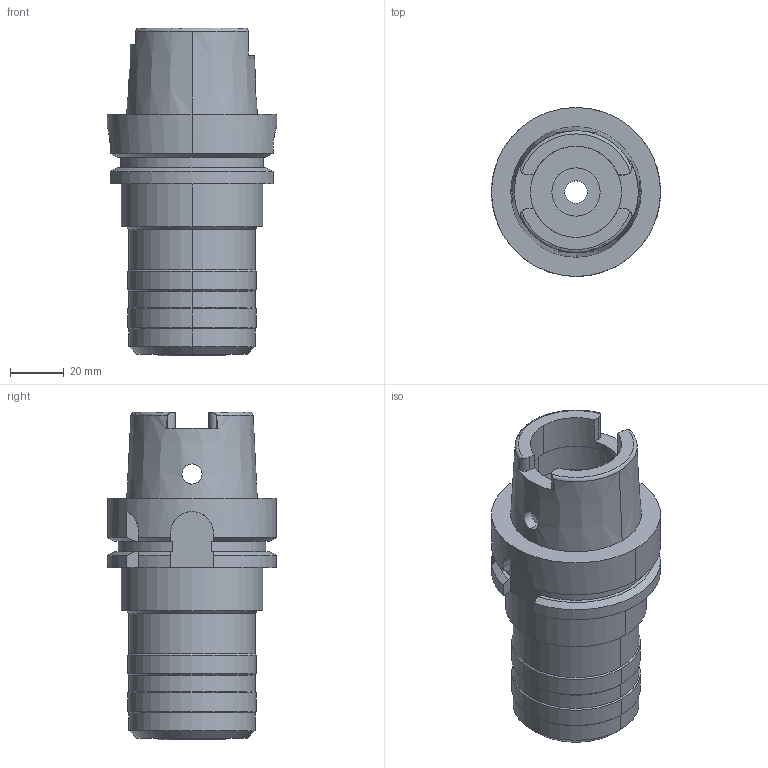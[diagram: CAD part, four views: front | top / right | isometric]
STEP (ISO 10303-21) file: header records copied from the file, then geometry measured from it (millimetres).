
FILE_DESCRIPTION((''),'2;1');
FILE_NAME('HSK-A63-TSL16-90','2018-01-05T',('ykawabe'),(''),'CREO PARAMETRIC BY PTC INC, 2016380','CREO PARAMETRIC BY PTC INC, 2016380','');
FILE_SCHEMA(('AUTOMOTIVE_DESIGN { 1 0 10303 214 1 1 1 1 }'));
Length unit declared in the file: millimetre
Products named in the file (1): HSK-A63-TSL16-90
Bounding box: 63 x 63 x 122 mm (x, y, z)
Volume: 189008.1 mm3; surface area: 34674.8 mm2
Topology: 1 solids, 1 shells, 115 faces, 311 edges, 203 vertices
Faces by surface type: cylinder 47, plane 40, cone 24, torus 4
Entity records: 5069 total; most frequent: CARTESIAN_POINT 939, DIRECTION 644, ORIENTED_EDGE 622, PRESENTATION_STYLE_ASSIGNMENT 316, STYLED_ITEM 316, CURVE_STYLE 315, EDGE_CURVE 311, AXIS2_PLACEMENT_3D 253
